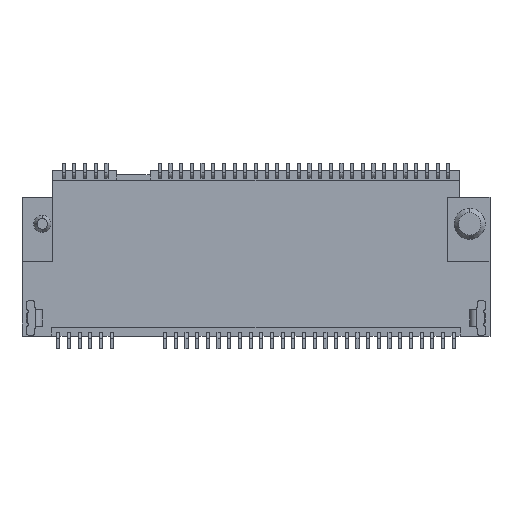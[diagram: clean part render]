
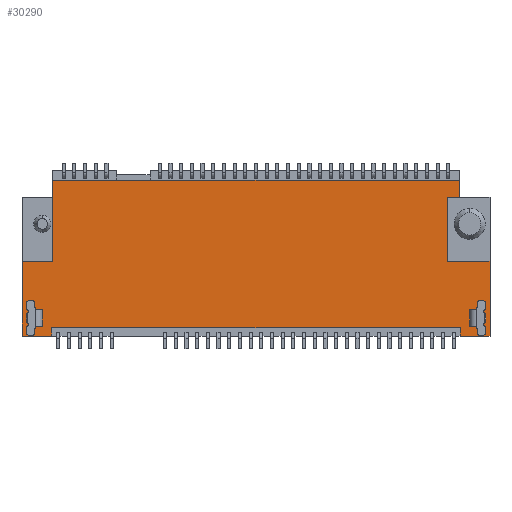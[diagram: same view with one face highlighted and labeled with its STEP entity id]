
A CAD part, front view. The second image highlights one B-rep face of the part: STEP entity #30290.
In plain terms, the highlighted planar face has unit normal (0, -1, 0).
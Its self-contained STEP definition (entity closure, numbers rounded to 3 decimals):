
#11=DIRECTION('',(0.,0.,-1.));
#12=VECTOR('',#11,3.5);
#13=CARTESIAN_POINT('',(-10.95,-1.385,-4.25));
#14=LINE('',#13,#12);
#1786=DIRECTION('',(1.,0.,0.));
#1787=VECTOR('',#1786,1.4);
#1788=CARTESIAN_POINT('',(9.55,-1.385,-7.75));
#1789=LINE('',#1788,#1787);
#1830=DIRECTION('',(1.,0.,0.));
#1831=VECTOR('',#1830,1.4);
#1832=CARTESIAN_POINT('',(-10.95,-1.385,-7.75));
#1833=LINE('',#1832,#1831);
#5234=DIRECTION('',(-1.,0.,0.));
#5235=VECTOR('',#5234,19.1);
#5236=CARTESIAN_POINT('',(9.55,-1.385,-7.35));
#5237=LINE('',#5236,#5235);
#5238=DIRECTION('',(0.,0.,1.));
#5239=VECTOR('',#5238,0.4);
#5240=CARTESIAN_POINT('',(-9.55,-1.385,-7.75));
#5241=LINE('',#5240,#5239);
#5242=DIRECTION('',(1.,0.,0.));
#5243=VECTOR('',#5242,1.45);
#5244=CARTESIAN_POINT('',(-10.95,-1.385,-4.25));
#5245=LINE('',#5244,#5243);
#5246=DIRECTION('',(0.,0.,1.));
#5247=VECTOR('',#5246,3.);
#5248=CARTESIAN_POINT('',(-9.5,-1.385,-4.25));
#5249=LINE('',#5248,#5247);
#5250=DIRECTION('',(0.,0.,-1.));
#5251=VECTOR('',#5250,0.8);
#5252=CARTESIAN_POINT('',(-9.5,-1.385,-0.45));
#5253=LINE('',#5252,#5251);
#5254=DIRECTION('',(1.,0.,0.));
#5255=VECTOR('',#5254,19.);
#5256=CARTESIAN_POINT('',(-9.5,-1.385,-0.45));
#5257=LINE('',#5256,#5255);
#5258=DIRECTION('',(0.,0.,-1.));
#5259=VECTOR('',#5258,0.8);
#5260=CARTESIAN_POINT('',(9.5,-1.385,-0.45));
#5261=LINE('',#5260,#5259);
#5262=DIRECTION('',(-1.,0.,0.));
#5263=VECTOR('',#5262,0.55);
#5264=CARTESIAN_POINT('',(9.5,-1.385,-1.25));
#5265=LINE('',#5264,#5263);
#5266=DIRECTION('',(0.,0.,-1.));
#5267=VECTOR('',#5266,3.);
#5268=CARTESIAN_POINT('',(8.95,-1.385,-1.25));
#5269=LINE('',#5268,#5267);
#5270=DIRECTION('',(-1.,0.,0.));
#5271=VECTOR('',#5270,2.);
#5272=CARTESIAN_POINT('',(10.95,-1.385,-4.25));
#5273=LINE('',#5272,#5271);
#5274=DIRECTION('',(0.,0.,1.));
#5275=VECTOR('',#5274,0.4);
#5276=CARTESIAN_POINT('',(9.55,-1.385,-7.75));
#5277=LINE('',#5276,#5275);
#5278=DIRECTION('',(0.,0.,1.));
#5279=VECTOR('',#5278,0.76);
#5280=CARTESIAN_POINT('',(10.,-1.385,-7.28));
#5281=LINE('',#5280,#5279);
#5282=DIRECTION('',(-1.,0.,0.));
#5283=VECTOR('',#5282,0.2);
#5284=CARTESIAN_POINT('',(10.2,-1.385,-7.28));
#5285=LINE('',#5284,#5283);
#5286=DIRECTION('',(0.,0.,1.));
#5287=VECTOR('',#5286,0.76);
#5288=CARTESIAN_POINT('',(10.2,-1.385,-7.28));
#5289=LINE('',#5288,#5287);
#5290=DIRECTION('',(1.,0.,0.));
#5291=VECTOR('',#5290,0.2);
#5292=CARTESIAN_POINT('',(10.,-1.385,-6.52));
#5293=LINE('',#5292,#5291);
#5294=DIRECTION('',(0.,0.,1.));
#5295=VECTOR('',#5294,0.76);
#5296=CARTESIAN_POINT('',(-10.2,-1.385,-7.28));
#5297=LINE('',#5296,#5295);
#5298=DIRECTION('',(1.,0.,0.));
#5299=VECTOR('',#5298,0.2);
#5300=CARTESIAN_POINT('',(-10.2,-1.385,-7.28));
#5301=LINE('',#5300,#5299);
#5302=DIRECTION('',(0.,0.,1.));
#5303=VECTOR('',#5302,0.76);
#5304=CARTESIAN_POINT('',(-10.,-1.385,-7.28));
#5305=LINE('',#5304,#5303);
#5306=DIRECTION('',(-1.,0.,0.));
#5307=VECTOR('',#5306,0.2);
#5308=CARTESIAN_POINT('',(-10.,-1.385,-6.52));
#5309=LINE('',#5308,#5307);
#5590=DIRECTION('',(0.,0.,-1.));
#5591=VECTOR('',#5590,3.5);
#5592=CARTESIAN_POINT('',(10.95,-1.385,-4.25));
#5593=LINE('',#5592,#5591);
#18396=CARTESIAN_POINT('',(-9.5,-1.385,-4.25));
#18397=CARTESIAN_POINT('',(-9.5,-1.385,-1.25));
#18398=VERTEX_POINT('',#18396);
#18399=VERTEX_POINT('',#18397);
#18400=CARTESIAN_POINT('',(-10.95,-1.385,-4.25));
#18401=VERTEX_POINT('',#18400);
#18402=CARTESIAN_POINT('',(9.5,-1.385,-1.25));
#18403=CARTESIAN_POINT('',(8.95,-1.385,-1.25));
#18404=VERTEX_POINT('',#18402);
#18405=VERTEX_POINT('',#18403);
#18406=CARTESIAN_POINT('',(8.95,-1.385,-4.25));
#18407=VERTEX_POINT('',#18406);
#18408=CARTESIAN_POINT('',(10.95,-1.385,-4.25));
#18409=VERTEX_POINT('',#18408);
#18410=CARTESIAN_POINT('',(-10.95,-1.385,-7.75));
#18411=VERTEX_POINT('',#18410);
#18412=CARTESIAN_POINT('',(10.95,-1.385,-7.75));
#18413=VERTEX_POINT('',#18412);
#18478=CARTESIAN_POINT('',(-9.5,-1.385,-0.45));
#18479=CARTESIAN_POINT('',(9.5,-1.385,-0.45));
#18480=VERTEX_POINT('',#18478);
#18481=VERTEX_POINT('',#18479);
#18644=CARTESIAN_POINT('',(9.55,-1.385,-7.35));
#18645=CARTESIAN_POINT('',(-9.55,-1.385,-7.35));
#18646=VERTEX_POINT('',#18644);
#18647=VERTEX_POINT('',#18645);
#18648=CARTESIAN_POINT('',(9.55,-1.385,-7.75));
#18649=VERTEX_POINT('',#18648);
#18650=CARTESIAN_POINT('',(-9.55,-1.385,-7.75));
#18651=VERTEX_POINT('',#18650);
#18744=CARTESIAN_POINT('',(10.,-1.385,-6.52));
#18745=CARTESIAN_POINT('',(10.2,-1.385,-6.52));
#18746=VERTEX_POINT('',#18744);
#18747=VERTEX_POINT('',#18745);
#18762=CARTESIAN_POINT('',(10.2,-1.385,-7.28));
#18763=CARTESIAN_POINT('',(10.,-1.385,-7.28));
#18764=VERTEX_POINT('',#18762);
#18765=VERTEX_POINT('',#18763);
#19150=CARTESIAN_POINT('',(-10.,-1.385,-6.52));
#19151=CARTESIAN_POINT('',(-10.2,-1.385,-6.52));
#19152=VERTEX_POINT('',#19150);
#19153=VERTEX_POINT('',#19151);
#19162=CARTESIAN_POINT('',(-10.2,-1.385,-7.28));
#19163=CARTESIAN_POINT('',(-10.,-1.385,-7.28));
#19164=VERTEX_POINT('',#19162);
#19165=VERTEX_POINT('',#19163);
#30237=CARTESIAN_POINT('',(-10.95,-1.385,0.));
#30238=DIRECTION('',(0.,-1.,0.));
#30239=DIRECTION('',(0.,0.,-1.));
#30240=AXIS2_PLACEMENT_3D('',#30237,#30238,#30239);
#30241=PLANE('',#30240);
#30243=ORIENTED_EDGE('',*,*,#30242,.T.);
#30244=ORIENTED_EDGE('',*,*,#30228,.F.);
#30245=ORIENTED_EDGE('',*,*,#25585,.F.);
#30246=ORIENTED_EDGE('',*,*,#24101,.F.);
#30248=ORIENTED_EDGE('',*,*,#30247,.T.);
#30250=ORIENTED_EDGE('',*,*,#30249,.T.);
#30252=ORIENTED_EDGE('',*,*,#30251,.F.);
#30254=ORIENTED_EDGE('',*,*,#30253,.T.);
#30256=ORIENTED_EDGE('',*,*,#30255,.T.);
#30258=ORIENTED_EDGE('',*,*,#30257,.T.);
#30260=ORIENTED_EDGE('',*,*,#30259,.T.);
#30262=ORIENTED_EDGE('',*,*,#30261,.F.);
#30264=ORIENTED_EDGE('',*,*,#30263,.T.);
#30265=ORIENTED_EDGE('',*,*,#25556,.F.);
#30267=ORIENTED_EDGE('',*,*,#30266,.T.);
#30268=EDGE_LOOP('',(#30243,#30244,#30245,#30246,#30248,#30250,#30252,#30254,
#30256,#30258,#30260,#30262,#30264,#30265,#30267));
#30269=FACE_OUTER_BOUND('',#30268,.F.);
#30271=ORIENTED_EDGE('',*,*,#30270,.F.);
#30273=ORIENTED_EDGE('',*,*,#30272,.F.);
#30275=ORIENTED_EDGE('',*,*,#30274,.T.);
#30277=ORIENTED_EDGE('',*,*,#30276,.F.);
#30278=EDGE_LOOP('',(#30271,#30273,#30275,#30277));
#30279=FACE_BOUND('',#30278,.F.);
#30281=ORIENTED_EDGE('',*,*,#30280,.F.);
#30283=ORIENTED_EDGE('',*,*,#30282,.T.);
#30285=ORIENTED_EDGE('',*,*,#30284,.T.);
#30287=ORIENTED_EDGE('',*,*,#30286,.T.);
#30288=EDGE_LOOP('',(#30281,#30283,#30285,#30287));
#30289=FACE_BOUND('',#30288,.F.);
#24101=EDGE_CURVE('',#18401,#18411,#14,.T.);
#25556=EDGE_CURVE('',#18649,#18413,#1789,.T.);
#25585=EDGE_CURVE('',#18411,#18651,#1833,.T.);
#30228=EDGE_CURVE('',#18651,#18647,#5241,.T.);
#30242=EDGE_CURVE('',#18646,#18647,#5237,.T.);
#30247=EDGE_CURVE('',#18401,#18398,#5245,.T.);
#30249=EDGE_CURVE('',#18398,#18399,#5249,.T.);
#30251=EDGE_CURVE('',#18480,#18399,#5253,.T.);
#30253=EDGE_CURVE('',#18480,#18481,#5257,.T.);
#30255=EDGE_CURVE('',#18481,#18404,#5261,.T.);
#30257=EDGE_CURVE('',#18404,#18405,#5265,.T.);
#30259=EDGE_CURVE('',#18405,#18407,#5269,.T.);
#30261=EDGE_CURVE('',#18409,#18407,#5273,.T.);
#30263=EDGE_CURVE('',#18409,#18413,#5593,.T.);
#30266=EDGE_CURVE('',#18649,#18646,#5277,.T.);
#30270=EDGE_CURVE('',#18765,#18746,#5281,.T.);
#30272=EDGE_CURVE('',#18764,#18765,#5285,.T.);
#30274=EDGE_CURVE('',#18764,#18747,#5289,.T.);
#30276=EDGE_CURVE('',#18746,#18747,#5293,.T.);
#30280=EDGE_CURVE('',#19164,#19153,#5297,.T.);
#30282=EDGE_CURVE('',#19164,#19165,#5301,.T.);
#30284=EDGE_CURVE('',#19165,#19152,#5305,.T.);
#30286=EDGE_CURVE('',#19152,#19153,#5309,.T.);
#30290=ADVANCED_FACE('',(#30269,#30279,#30289),#30241,.T.);
